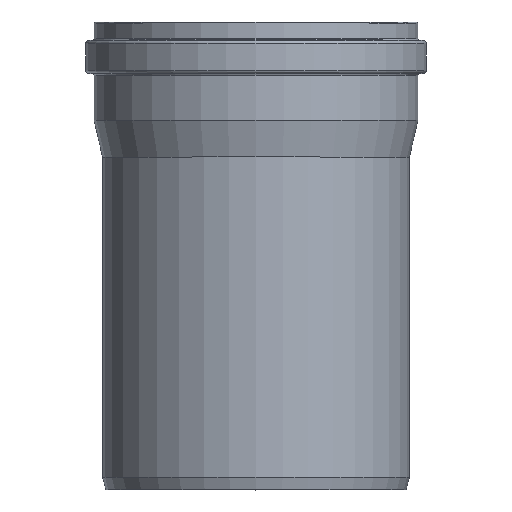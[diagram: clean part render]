
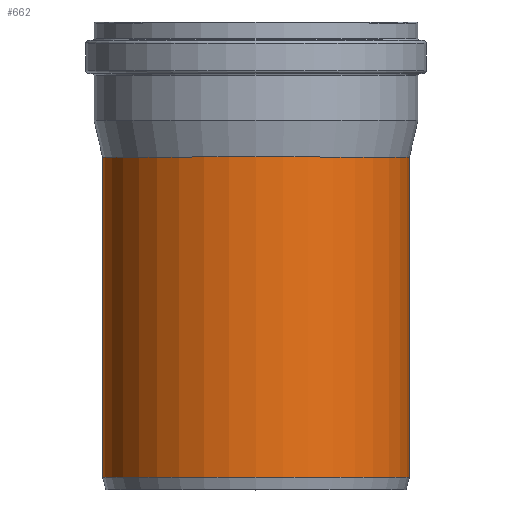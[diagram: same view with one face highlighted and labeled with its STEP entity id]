
A CAD part, top view. The second image highlights one B-rep face of the part: STEP entity #662.
In plain terms, the highlighted cylindrical face has radius 250 mm (diameter 500 mm), a full revolution.
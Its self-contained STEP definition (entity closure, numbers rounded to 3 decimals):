
#86=FACE_BOUND('',#232,.T.);
#87=FACE_BOUND('',#233,.T.);
#150=CYLINDRICAL_SURFACE('',#726,250.);
#170=FACE_OUTER_BOUND('',#231,.T.);
#231=EDGE_LOOP('',(#538));
#232=EDGE_LOOP('',(#539));
#233=EDGE_LOOP('',(#540));
#349=B_SPLINE_CURVE_WITH_KNOTS('',3,(#1364,#1365,#1366,#1367,#1368,#1369,
#1370,#1371,#1372,#1373,#1374,#1375,#1376,#1377,#1378,#1379,#1380,#1381,
#1382,#1383,#1384,#1385,#1386,#1387,#1388,#1389,#1390,#1391,#1392,#1393,
#1394,#1395,#1396),.UNSPECIFIED.,.T.,.F.,(4,1,1,1,1,1,1,1,1,1,1,1,1,1,1,
1,1,1,1,1,1,1,1,1,1,1,1,1,1,1,4),(-84.374,-81.36,-78.347,
-75.334,-72.32,-68.302,-64.285,
-62.276,-60.267,-58.258,-56.249,
-54.24,-52.231,-48.213,-44.196,
-40.178,-36.16,-32.142,-30.133,
-28.125,-25.446,-24.107,-22.098,
-20.089,-18.75,-16.071,-12.053,
-9.04,-6.027,-3.013,0.),.UNSPECIFIED.);
#353=CIRCLE('',#727,250.);
#354=CIRCLE('',#728,250.);
#408=VERTEX_POINT('',#1328);
#411=VERTEX_POINT('',#1401);
#412=VERTEX_POINT('',#1403);
#471=EDGE_CURVE('',#408,#408,#349,.T.);
#473=EDGE_CURVE('',#411,#411,#353,.T.);
#474=EDGE_CURVE('',#412,#412,#354,.T.);
#538=ORIENTED_EDGE('',*,*,#473,.F.);
#539=ORIENTED_EDGE('',*,*,#474,.T.);
#540=ORIENTED_EDGE('',*,*,#471,.F.);
#662=ADVANCED_FACE('',(#170,#86,#87),#150,.T.);
#726=AXIS2_PLACEMENT_3D('',#1400,#853,#854);
#727=AXIS2_PLACEMENT_3D('',#1402,#855,#856);
#728=AXIS2_PLACEMENT_3D('',#1404,#857,#858);
#853=DIRECTION('center_axis',(0.,-1.,0.));
#854=DIRECTION('ref_axis',(1.,0.,0.));
#855=DIRECTION('center_axis',(0.,-1.,0.));
#856=DIRECTION('ref_axis',(1.,0.,0.));
#857=DIRECTION('center_axis',(0.,-1.,0.));
#858=DIRECTION('ref_axis',(1.,0.,0.));
#1328=CARTESIAN_POINT('',(115.877,314.873,-221.523));
#1364=CARTESIAN_POINT('Ctrl Pts',(115.877,314.873,-221.523));
#1365=CARTESIAN_POINT('Ctrl Pts',(115.645,303.968,-221.645));
#1366=CARTESIAN_POINT('Ctrl Pts',(113.66,282.185,-222.692));
#1367=CARTESIAN_POINT('Ctrl Pts',(104.906,250.791,-227.051));
#1368=CARTESIAN_POINT('Ctrl Pts',(89.157,222.782,-233.86));
#1369=CARTESIAN_POINT('Ctrl Pts',(63.729,198.225,-242.427));
#1370=CARTESIAN_POINT('Ctrl Pts',(27.641,182.314,-249.695));
#1371=CARTESIAN_POINT('Ctrl Pts',(-8.647,180.583,-250.572));
#1372=CARTESIAN_POINT('Ctrl Pts',(-36.482,186.833,-247.601));
#1373=CARTESIAN_POINT('Ctrl Pts',(-55.97,195.28,-243.904));
#1374=CARTESIAN_POINT('Ctrl Pts',(-73.314,207.309,-239.204));
#1375=CARTESIAN_POINT('Ctrl Pts',(-87.902,222.573,-234.172));
#1376=CARTESIAN_POINT('Ctrl Pts',(-99.354,240.476,-229.496));
#1377=CARTESIAN_POINT('Ctrl Pts',(-110.392,266.933,-224.402));
#1378=CARTESIAN_POINT('Ctrl Pts',(-116.779,302.89,-221.038));
#1379=CARTESIAN_POINT('Ctrl Pts',(-115.635,346.706,-221.665));
#1380=CARTESIAN_POINT('Ctrl Pts',(-107.875,389.548,-225.629));
#1381=CARTESIAN_POINT('Ctrl Pts',(-94.235,430.55,-231.783));
#1382=CARTESIAN_POINT('Ctrl Pts',(-77.682,462.322,-237.885));
#1383=CARTESIAN_POINT('Ctrl Pts',(-60.381,485.015,-242.743));
#1384=CARTESIAN_POINT('Ctrl Pts',(-43.316,501.536,-246.485));
#1385=CARTESIAN_POINT('Ctrl Pts',(-24.599,512.437,-249.082));
#1386=CARTESIAN_POINT('Ctrl Pts',(-3.532,517.037,-250.196));
#1387=CARTESIAN_POINT('Ctrl Pts',(15.708,515.424,-249.803));
#1388=CARTESIAN_POINT('Ctrl Pts',(33.258,507.654,-247.938));
#1389=CARTESIAN_POINT('Ctrl Pts',(50.617,495.153,-245.024));
#1390=CARTESIAN_POINT('Ctrl Pts',(70.085,474.202,-240.335));
#1391=CARTESIAN_POINT('Ctrl Pts',(87.665,444.367,-234.323));
#1392=CARTESIAN_POINT('Ctrl Pts',(101.052,411.114,-228.763));
#1393=CARTESIAN_POINT('Ctrl Pts',(109.728,379.823,-224.674));
#1394=CARTESIAN_POINT('Ctrl Pts',(115.057,347.617,-221.961));
#1395=CARTESIAN_POINT('Ctrl Pts',(116.11,325.779,-221.401));
#1396=CARTESIAN_POINT('Ctrl Pts',(115.877,314.873,-221.523));
#1400=CARTESIAN_POINT('Origin',(0.,281.,0.));
#1401=CARTESIAN_POINT('',(250.,20.,0.));
#1402=CARTESIAN_POINT('Origin',(0.,20.,0.));
#1403=CARTESIAN_POINT('',(250.,542.,0.));
#1404=CARTESIAN_POINT('Origin',(0.,542.,0.));
